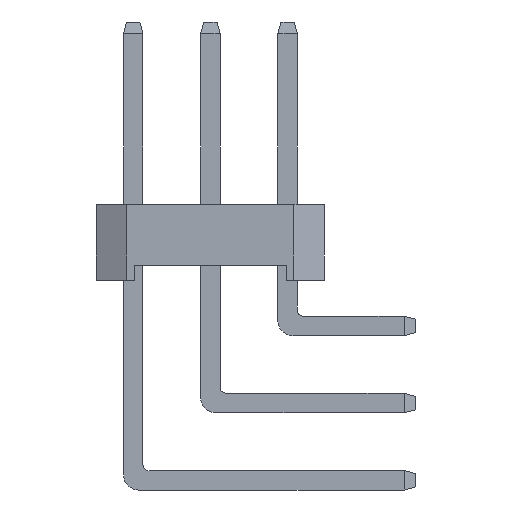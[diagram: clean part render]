
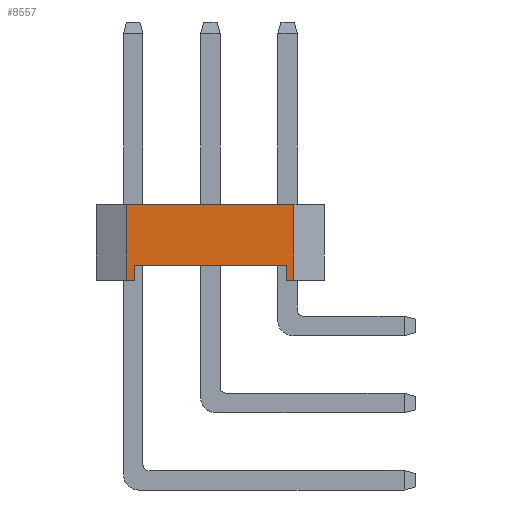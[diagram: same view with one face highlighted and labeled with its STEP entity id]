
A CAD part, left-side view. The second image highlights one B-rep face of the part: STEP entity #8557.
In plain terms, the highlighted planar face has unit normal (-1, 0, 0).
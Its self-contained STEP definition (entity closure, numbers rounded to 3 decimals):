
#245 = VECTOR ( 'NONE', #12865, 1000. ) ;
#439 = VECTOR ( 'NONE', #5693, 1000. ) ;
#1133 = VERTEX_POINT ( 'NONE', #14684 ) ;
#1136 = ORIENTED_EDGE ( 'NONE', *, *, #1737, .T. ) ;
#1355 = EDGE_CURVE ( 'NONE', #15079, #9292, #17709, .T. ) ;
#1363 = ORIENTED_EDGE ( 'NONE', *, *, #4269, .F. ) ;
#1414 = CARTESIAN_POINT ( 'NONE',  ( -11.43, 2.75, 0. ) ) ;
#1420 = VERTEX_POINT ( 'NONE', #18802 ) ;
#1737 = EDGE_CURVE ( 'NONE', #1133, #11111, #12725, .T. ) ;
#2108 = EDGE_CURVE ( 'NONE', #7152, #5436, #13299, .T. ) ;
#2280 = LINE ( 'NONE', #8305, #245 ) ;
#2650 = AXIS2_PLACEMENT_3D ( 'NONE', #7224, #17427, #16220 ) ;
#2784 = CARTESIAN_POINT ( 'NONE',  ( -11.43, 2.5, 0.5 ) ) ;
#2939 = VECTOR ( 'NONE', #15647, 1000. ) ;
#3443 = LINE ( 'NONE', #15212, #14981 ) ;
#3562 = CARTESIAN_POINT ( 'NONE',  ( -11.43, 2.5, 0. ) ) ;
#4165 = FACE_OUTER_BOUND ( 'NONE', #9218, .T. ) ;
#4215 = CARTESIAN_POINT ( 'NONE',  ( -11.43, 2.5, 0. ) ) ;
#4269 = EDGE_CURVE ( 'NONE', #9292, #11111, #3443, .T. ) ;
#5111 = EDGE_CURVE ( 'NONE', #15079, #5436, #9516, .T. ) ;
#5436 = VERTEX_POINT ( 'NONE', #3562 ) ;
#5443 = DIRECTION ( 'NONE',  ( 0., 0., 1. ) ) ;
#5521 = DIRECTION ( 'NONE',  ( 0., 0., 1. ) ) ;
#5693 = DIRECTION ( 'NONE',  ( 0., 0., -1. ) ) ;
#6066 = CARTESIAN_POINT ( 'NONE',  ( -11.43, -2.5, 0.5 ) ) ;
#6450 = ORIENTED_EDGE ( 'NONE', *, *, #2108, .F. ) ;
#7152 = VERTEX_POINT ( 'NONE', #16446 ) ;
#7224 = CARTESIAN_POINT ( 'NONE',  ( -11.43, -3.75, 2.5 ) ) ;
#7791 = VECTOR ( 'NONE', #5443, 1000. ) ;
#7875 = DIRECTION ( 'NONE',  ( 0., -1., 0. ) ) ;
#8036 = ORIENTED_EDGE ( 'NONE', *, *, #19059, .F. ) ;
#8305 = CARTESIAN_POINT ( 'NONE',  ( -11.43, -2.5, 0. ) ) ;
#8354 = VERTEX_POINT ( 'NONE', #6066 ) ;
#8557 = ADVANCED_FACE ( 'NONE', ( #4165 ), #15831, .F. ) ;
#8591 = CARTESIAN_POINT ( 'NONE',  ( -11.43, 2.75, 0. ) ) ;
#8701 = LINE ( 'NONE', #2784, #12115 ) ;
#8809 = DIRECTION ( 'NONE',  ( 0., 1., 0. ) ) ;
#8996 = LINE ( 'NONE', #18208, #14599 ) ;
#9218 = EDGE_LOOP ( 'NONE', ( #14178, #6450, #16663, #8036, #12370, #1136, #1363, #17651 ) ) ;
#9292 = VERTEX_POINT ( 'NONE', #13814 ) ;
#9467 = DIRECTION ( 'NONE',  ( 0., -1., 0. ) ) ;
#9516 = LINE ( 'NONE', #17143, #2939 ) ;
#11111 = VERTEX_POINT ( 'NONE', #16183 ) ;
#11966 = VECTOR ( 'NONE', #5521, 1000. ) ;
#12115 = VECTOR ( 'NONE', #8809, 1000. ) ;
#12196 = EDGE_CURVE ( 'NONE', #1420, #1133, #8996, .T. ) ;
#12370 = ORIENTED_EDGE ( 'NONE', *, *, #12196, .T. ) ;
#12725 = LINE ( 'NONE', #14304, #11966 ) ;
#12865 = DIRECTION ( 'NONE',  ( 0., 0., 1. ) ) ;
#13086 = EDGE_CURVE ( 'NONE', #8354, #7152, #8701, .T. ) ;
#13299 = LINE ( 'NONE', #4215, #439 ) ;
#13814 = CARTESIAN_POINT ( 'NONE',  ( -11.43, 2.75, 2.5 ) ) ;
#14178 = ORIENTED_EDGE ( 'NONE', *, *, #5111, .T. ) ;
#14304 = CARTESIAN_POINT ( 'NONE',  ( -11.43, -2.75, 0. ) ) ;
#14599 = VECTOR ( 'NONE', #7875, 1000. ) ;
#14684 = CARTESIAN_POINT ( 'NONE',  ( -11.43, -2.75, 0. ) ) ;
#14981 = VECTOR ( 'NONE', #9467, 1000. ) ;
#15079 = VERTEX_POINT ( 'NONE', #1414 ) ;
#15212 = CARTESIAN_POINT ( 'NONE',  ( -11.43, -3.75, 2.5 ) ) ;
#15647 = DIRECTION ( 'NONE',  ( 0., -1., 0. ) ) ;
#15831 = PLANE ( 'NONE',  #2650 ) ;
#16183 = CARTESIAN_POINT ( 'NONE',  ( -11.43, -2.75, 2.5 ) ) ;
#16220 = DIRECTION ( 'NONE',  ( 0., 0., -1. ) ) ;
#16446 = CARTESIAN_POINT ( 'NONE',  ( -11.43, 2.5, 0.5 ) ) ;
#16663 = ORIENTED_EDGE ( 'NONE', *, *, #13086, .F. ) ;
#17143 = CARTESIAN_POINT ( 'NONE',  ( -11.43, -3.75, 0. ) ) ;
#17427 = DIRECTION ( 'NONE',  ( 1., 0., 0. ) ) ;
#17651 = ORIENTED_EDGE ( 'NONE', *, *, #1355, .F. ) ;
#17709 = LINE ( 'NONE', #8591, #7791 ) ;
#18208 = CARTESIAN_POINT ( 'NONE',  ( -11.43, -3.75, 0. ) ) ;
#18802 = CARTESIAN_POINT ( 'NONE',  ( -11.43, -2.5, 0. ) ) ;
#19059 = EDGE_CURVE ( 'NONE', #1420, #8354, #2280, .T. ) ;
